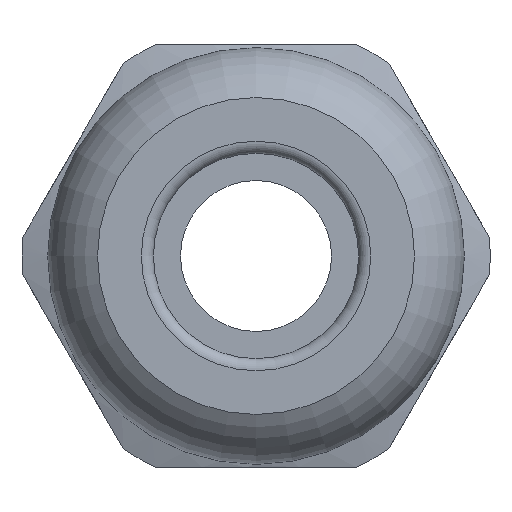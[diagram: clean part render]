
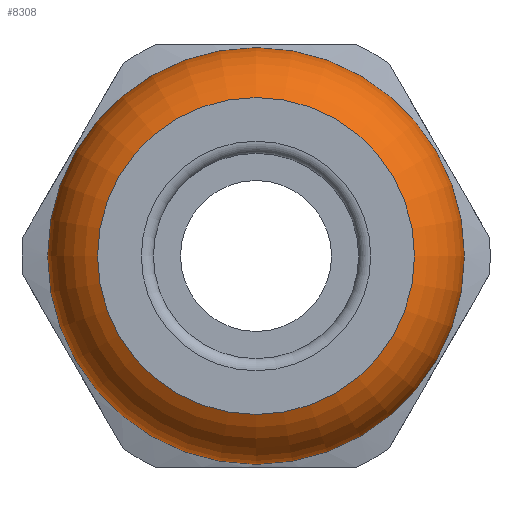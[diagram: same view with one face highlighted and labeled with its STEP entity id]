
A CAD part, left-side view. The second image highlights one B-rep face of the part: STEP entity #8308.
In plain terms, the highlighted toroidal (fillet/blend) face has major radius 3.9 mm and minor radius 3 mm.
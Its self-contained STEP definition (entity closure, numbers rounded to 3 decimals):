
#37=TOROIDAL_SURFACE('',#9210,3.9,3.);
#204=FACE_BOUND('',#1547,.T.);
#1018=FACE_OUTER_BOUND('',#1546,.T.);
#1546=EDGE_LOOP('',(#7593));
#1547=EDGE_LOOP('',(#7594));
#3400=CIRCLE('',#9186,5.248);
#3412=CIRCLE('',#9211,6.9);
#4178=VERTEX_POINT('',#14654);
#4203=VERTEX_POINT('',#14752);
#5336=EDGE_CURVE('',#4178,#4178,#3400,.T.);
#5372=EDGE_CURVE('',#4203,#4203,#3412,.T.);
#7593=ORIENTED_EDGE('',*,*,#5372,.F.);
#7594=ORIENTED_EDGE('',*,*,#5336,.T.);
#8308=ADVANCED_FACE('',(#1018,#204),#37,.T.);
#9186=AXIS2_PLACEMENT_3D('',#14655,#11529,#11530);
#9210=AXIS2_PLACEMENT_3D('',#14751,#11589,#11590);
#9211=AXIS2_PLACEMENT_3D('',#14753,#11591,#11592);
#11529=DIRECTION('center_axis',(1.,0.,0.));
#11530=DIRECTION('ref_axis',(0.,0.,-1.));
#11589=DIRECTION('center_axis',(1.,0.,0.));
#11590=DIRECTION('ref_axis',(0.,0.,-1.));
#11591=DIRECTION('center_axis',(1.,0.,0.));
#11592=DIRECTION('ref_axis',(0.,0.,-1.));
#14654=CARTESIAN_POINT('',(0.,5.248,0.));
#14655=CARTESIAN_POINT('Origin',(0.,0.,0.));
#14751=CARTESIAN_POINT('Origin',(2.68,0.,0.));
#14752=CARTESIAN_POINT('',(2.68,6.9,0.));
#14753=CARTESIAN_POINT('Origin',(2.68,0.,0.));
